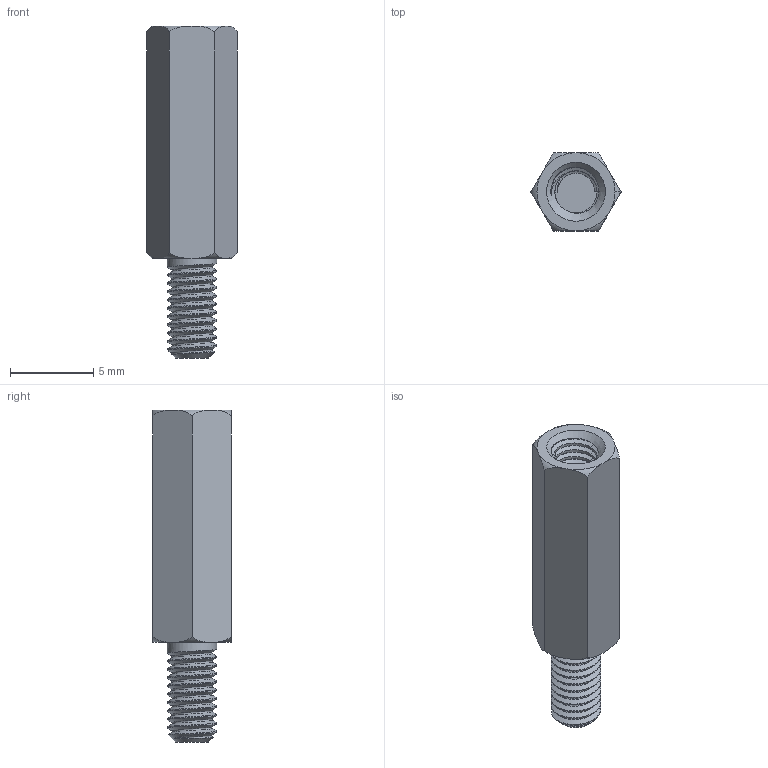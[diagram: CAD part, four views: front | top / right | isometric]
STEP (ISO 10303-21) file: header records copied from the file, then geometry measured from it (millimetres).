
FILE_DESCRIPTION(('FreeCAD Model'),'2;1');
FILE_NAME( 'Standoff_M3_14mm.step', '2020-03-14T23:18:07',(''),(''),'Open CASCADE STEP processor 7.3', 'FreeCAD','Unknown');
FILE_SCHEMA(('AUTOMOTIVE_DESIGN { 1 0 10303 214 1 1 1 1 }'));
Length unit declared in the file: millimetre
Products named in the file (1): Standoff_M3_14mm
Bounding box: 5.43 x 4.7 x 20 mm (x, y, z)
Volume: 263 mm3; surface area: 425.6 mm2
Topology: 1 solids, 1 shells, 129 faces, 281 edges, 156 vertices
Faces by surface type: bspline 73, cylinder 25, plane 15, torus 14, cone 2
Full cylindrical faces by diameter (mm): 2.54 x11, 3 x10
Entity records: 16214 total; most frequent: CARTESIAN_POINT 14099, ORIENTED_EDGE 562, EDGE_CURVE 281, DIRECTION 223, VERTEX_POINT 156, B_SPLINE_CURVE_WITH_KNOTS 153, FACE_BOUND 131, EDGE_LOOP 131
